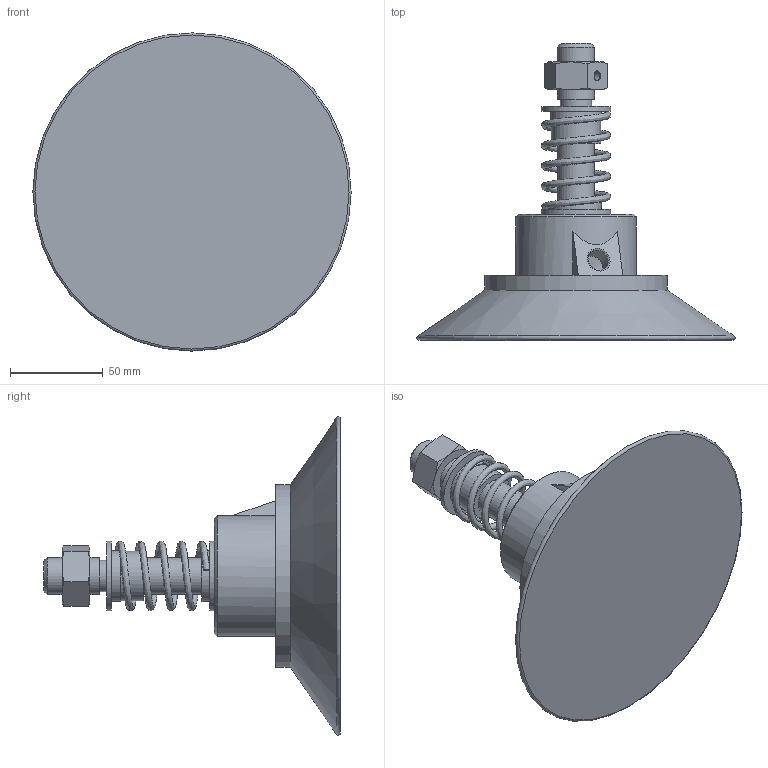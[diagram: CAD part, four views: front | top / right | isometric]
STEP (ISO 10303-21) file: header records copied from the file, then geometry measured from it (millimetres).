
FILE_DESCRIPTION(/* description */ (''),/* implementation_level */ '2;1');
FILE_NAME(/* name */ 'vdlm30170nit.stp',/* time_stamp */ '2020-11-19T15:50:13+01:00',/* author */ ('enginyeria'),/* organization */ (''),/* preprocessor_version */ 'ST-DEVELOPER v17.2',/* originating_system */ 'Autodesk Inventor 2019',/* authorisation */ '');
FILE_SCHEMA (('CONFIG_CONTROL_DESIGN'));
Length unit declared in the file: millimetre
Products named in the file (1): vdlm30170cn
Bounding box: 171.5 x 160 x 171.5 mm (x, y, z)
Volume: 631902.6 mm3; surface area: 74683.8 mm2
Topology: 1 solids, 1 shells, 60 faces, 137 edges, 93 vertices
Faces by surface type: plane 26, cone 18, cylinder 14, bspline 1, torus 1
Full cylindrical faces by diameter (mm): 4.917 x1, 11.445 x1, 16.933 x1, 20 x3, 26.667 x1, 27.5 x2, 37.5 x2, 65 x1, 84.5 x1, 98.5 x1
Entity records: 6389 total; most frequent: CARTESIAN_POINT 4898, DIRECTION 300, ORIENTED_EDGE 272, EDGE_CURVE 136, AXIS2_PLACEMENT_3D 133, VERTEX_POINT 93, EDGE_LOOP 75, CIRCLE 72
